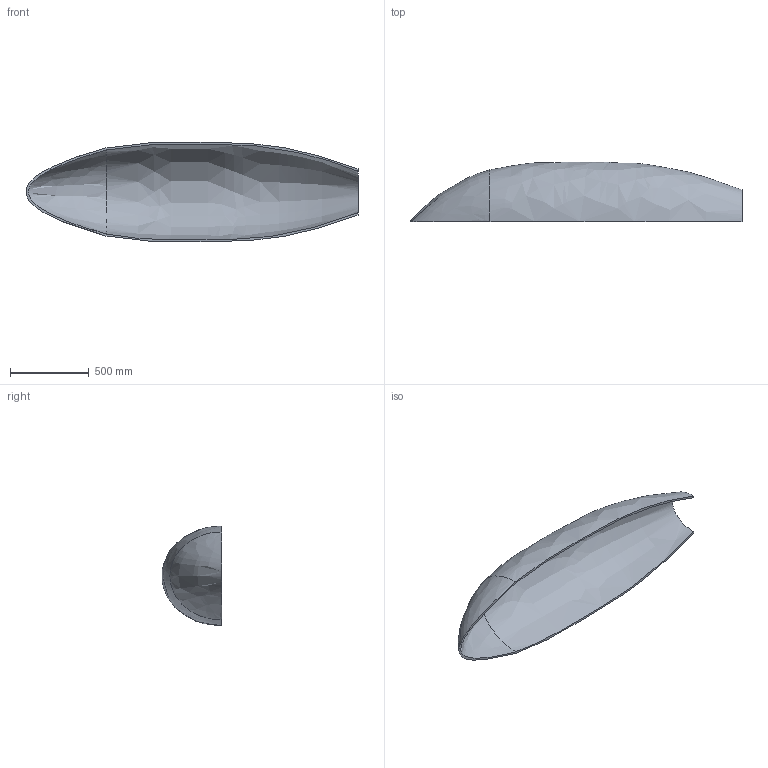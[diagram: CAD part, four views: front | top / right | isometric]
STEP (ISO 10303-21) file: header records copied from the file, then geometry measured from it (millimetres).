
FILE_DESCRIPTION(/* description */ (''),/* implementation_level */ '2;1');
FILE_NAME(/* name */ 'Pod Shell_ipt_e8e2fc46.STEP',/* time_stamp */ '2018-02-13T23:11:23-05:00',/* author */ ('CIT-Labs'),/* organization */ (''),/* preprocessor_version */ 'ST-DEVELOPER v16.13',/* originating_system */ 'Autodesk Inventor 2018',/* authorisation */ '');
FILE_SCHEMA (('AUTOMOTIVE_DESIGN { 1 0 10303 214 3 1 1 }'));
Length unit declared in the file: inch
Products named in the file (1): Pod 10-24-17
Bounding box: 2108.15 x 379.74 x 634.37 mm (x, y, z)
Volume: 24074797.5 mm3; surface area: 3852725 mm2
Topology: 1 solids, 1 shells, 6 faces, 14 edges, 8 vertices
Faces by surface type: bspline 4, plane 2
Entity records: 2674 total; most frequent: CARTESIAN_POINT 2530, ORIENTED_EDGE 24, EDGE_CURVE 12, DIRECTION 12, B_SPLINE_CURVE_WITH_KNOTS 8, VERTEX_POINT 8, FACE_OUTER_BOUND 6, EDGE_LOOP 6
